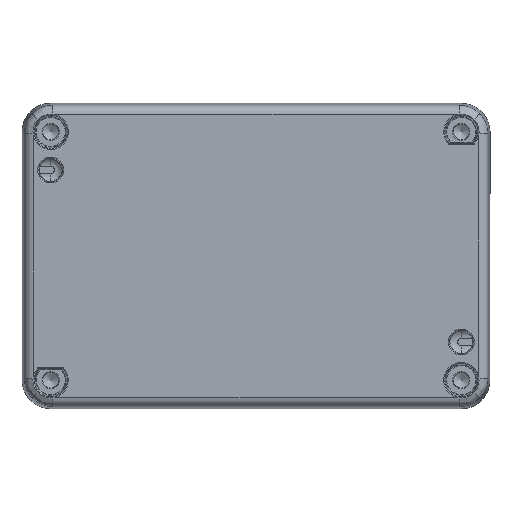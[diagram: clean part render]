
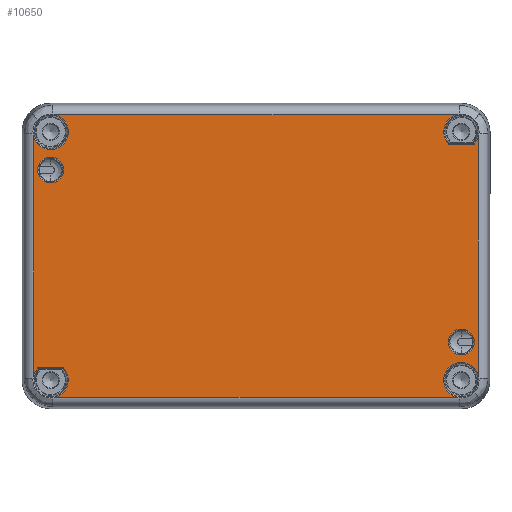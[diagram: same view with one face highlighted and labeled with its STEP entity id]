
A CAD part, front view. The second image highlights one B-rep face of the part: STEP entity #10650.
In plain terms, the highlighted planar face has unit normal (0, -1, 0).
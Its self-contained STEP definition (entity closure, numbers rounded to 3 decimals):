
#296=ELLIPSE('',#11884,0.373,0.344);
#297=ELLIPSE('',#11885,0.373,0.344);
#298=ELLIPSE('',#11889,0.373,0.344);
#299=ELLIPSE('',#11890,0.373,0.344);
#425=PLANE('',#11882);
#1255=LINE('',#22659,#1725);
#1256=LINE('',#22661,#1726);
#1257=LINE('',#22667,#1727);
#1258=LINE('',#22673,#1728);
#1259=LINE('',#22677,#1729);
#1260=LINE('',#22683,#1730);
#1725=VECTOR('',#14585,1000.);
#1726=VECTOR('',#14586,1000.);
#1727=VECTOR('',#14591,1000.);
#1728=VECTOR('',#14596,1000.);
#1729=VECTOR('',#14599,1000.);
#1730=VECTOR('',#14604,1000.);
#2024=FACE_BOUND('',#3390,.T.);
#2025=FACE_BOUND('',#3391,.T.);
#2536=FACE_OUTER_BOUND('',#3389,.T.);
#3389=EDGE_LOOP('',(#8946,#8947,#8948,#8949,#8950,#8951,#8952,#8953,#8954,
#8955,#8956,#8957,#8958,#8959,#8960,#8961));
#3390=EDGE_LOOP('',(#8962));
#3391=EDGE_LOOP('',(#8963));
#3994=CIRCLE('',#11569,2.699);
#4014=CIRCLE('',#11600,2.699);
#4023=CIRCLE('',#11614,3.691);
#4169=CIRCLE('',#11883,3.696);
#4170=CIRCLE('',#11886,3.696);
#4171=CIRCLE('',#11887,3.691);
#4172=CIRCLE('',#11888,3.696);
#4173=CIRCLE('',#11891,3.696);
#4815=VERTEX_POINT('',#18651);
#4835=VERTEX_POINT('',#18702);
#4844=VERTEX_POINT('',#18724);
#4845=VERTEX_POINT('',#18726);
#5189=VERTEX_POINT('',#22658);
#5190=VERTEX_POINT('',#22660);
#5191=VERTEX_POINT('',#22662);
#5192=VERTEX_POINT('',#22664);
#5193=VERTEX_POINT('',#22666);
#5194=VERTEX_POINT('',#22668);
#5195=VERTEX_POINT('',#22670);
#5196=VERTEX_POINT('',#22672);
#5197=VERTEX_POINT('',#22674);
#5198=VERTEX_POINT('',#22676);
#5199=VERTEX_POINT('',#22678);
#5200=VERTEX_POINT('',#22680);
#5201=VERTEX_POINT('',#22682);
#5202=VERTEX_POINT('',#22684);
#6008=EDGE_CURVE('',#4815,#4815,#3994,.T.);
#6028=EDGE_CURVE('',#4835,#4835,#4014,.T.);
#6037=EDGE_CURVE('',#4845,#4844,#4023,.T.);
#6507=EDGE_CURVE('',#5189,#4845,#1255,.T.);
#6508=EDGE_CURVE('',#4844,#5190,#1256,.T.);
#6509=EDGE_CURVE('',#5190,#5191,#4169,.T.);
#6510=EDGE_CURVE('',#5192,#5191,#296,.T.);
#6511=EDGE_CURVE('',#5192,#5193,#1257,.T.);
#6512=EDGE_CURVE('',#5194,#5193,#297,.T.);
#6513=EDGE_CURVE('',#5194,#5195,#4170,.T.);
#6514=EDGE_CURVE('',#5195,#5196,#1258,.T.);
#6515=EDGE_CURVE('',#5196,#5197,#4171,.T.);
#6516=EDGE_CURVE('',#5197,#5198,#1259,.T.);
#6517=EDGE_CURVE('',#5198,#5199,#4172,.T.);
#6518=EDGE_CURVE('',#5200,#5199,#298,.T.);
#6519=EDGE_CURVE('',#5200,#5201,#1260,.T.);
#6520=EDGE_CURVE('',#5202,#5201,#299,.T.);
#6521=EDGE_CURVE('',#5202,#5189,#4173,.T.);
#8946=ORIENTED_EDGE('',*,*,#6507,.T.);
#8947=ORIENTED_EDGE('',*,*,#6037,.T.);
#8948=ORIENTED_EDGE('',*,*,#6508,.T.);
#8949=ORIENTED_EDGE('',*,*,#6509,.T.);
#8950=ORIENTED_EDGE('',*,*,#6510,.F.);
#8951=ORIENTED_EDGE('',*,*,#6511,.T.);
#8952=ORIENTED_EDGE('',*,*,#6512,.F.);
#8953=ORIENTED_EDGE('',*,*,#6513,.T.);
#8954=ORIENTED_EDGE('',*,*,#6514,.T.);
#8955=ORIENTED_EDGE('',*,*,#6515,.T.);
#8956=ORIENTED_EDGE('',*,*,#6516,.T.);
#8957=ORIENTED_EDGE('',*,*,#6517,.T.);
#8958=ORIENTED_EDGE('',*,*,#6518,.F.);
#8959=ORIENTED_EDGE('',*,*,#6519,.T.);
#8960=ORIENTED_EDGE('',*,*,#6520,.F.);
#8961=ORIENTED_EDGE('',*,*,#6521,.T.);
#8962=ORIENTED_EDGE('',*,*,#6028,.T.);
#8963=ORIENTED_EDGE('',*,*,#6008,.T.);
#10650=ADVANCED_FACE('',(#2536,#2024,#2025),#425,.F.);
#11569=AXIS2_PLACEMENT_3D('',#18652,#13805,#13806);
#11600=AXIS2_PLACEMENT_3D('',#18703,#13867,#13868);
#11614=AXIS2_PLACEMENT_3D('',#18727,#13895,#13896);
#11882=AXIS2_PLACEMENT_3D('',#22657,#14583,#14584);
#11883=AXIS2_PLACEMENT_3D('',#22663,#14587,#14588);
#11884=AXIS2_PLACEMENT_3D('',#22665,#14589,#14590);
#11885=AXIS2_PLACEMENT_3D('',#22669,#14592,#14593);
#11886=AXIS2_PLACEMENT_3D('',#22671,#14594,#14595);
#11887=AXIS2_PLACEMENT_3D('',#22675,#14597,#14598);
#11888=AXIS2_PLACEMENT_3D('',#22679,#14600,#14601);
#11889=AXIS2_PLACEMENT_3D('',#22681,#14602,#14603);
#11890=AXIS2_PLACEMENT_3D('',#22685,#14605,#14606);
#11891=AXIS2_PLACEMENT_3D('',#22686,#14607,#14608);
#13805=DIRECTION('center_axis',(0.,1.,0.));
#13806=DIRECTION('ref_axis',(0.,0.,1.));
#13867=DIRECTION('center_axis',(0.,1.,0.));
#13868=DIRECTION('ref_axis',(0.,0.,1.));
#13895=DIRECTION('center_axis',(0.,1.,0.));
#13896=DIRECTION('ref_axis',(0.,0.,1.));
#14583=DIRECTION('center_axis',(0.,1.,0.));
#14584=DIRECTION('ref_axis',(0.,0.,1.));
#14585=DIRECTION('',(1.,0.,0.));
#14586=DIRECTION('',(0.,0.,1.));
#14587=DIRECTION('center_axis',(0.,1.,0.));
#14588=DIRECTION('ref_axis',(0.,0.,1.));
#14589=DIRECTION('center_axis',(0.,-1.,0.));
#14590=DIRECTION('ref_axis',(0.921,0.,0.39));
#14591=DIRECTION('',(-1.,0.,0.));
#14592=DIRECTION('center_axis',(0.,-1.,0.));
#14593=DIRECTION('ref_axis',(0.921,0.,-0.389));
#14594=DIRECTION('center_axis',(0.,1.,0.));
#14595=DIRECTION('ref_axis',(0.,0.,1.));
#14596=DIRECTION('',(-1.,0.,0.));
#14597=DIRECTION('center_axis',(0.,1.,0.));
#14598=DIRECTION('ref_axis',(0.,0.,1.));
#14599=DIRECTION('',(0.,0.,-1.));
#14600=DIRECTION('center_axis',(0.,1.,0.));
#14601=DIRECTION('ref_axis',(0.,0.,1.));
#14602=DIRECTION('center_axis',(0.,-1.,0.));
#14603=DIRECTION('ref_axis',(0.921,0.,0.39));
#14604=DIRECTION('',(1.,0.,0.));
#14605=DIRECTION('center_axis',(0.,-1.,0.));
#14606=DIRECTION('ref_axis',(0.921,0.,-0.389));
#14607=DIRECTION('center_axis',(0.,1.,0.));
#14608=DIRECTION('ref_axis',(0.,0.,1.));
#18651=CARTESIAN_POINT('',(43.,-26.5,-15.301));
#18652=CARTESIAN_POINT('Origin',(43.,-26.5,-18.));
#18702=CARTESIAN_POINT('',(-43.,-26.5,20.699));
#18703=CARTESIAN_POINT('Origin',(-43.,-26.5,18.));
#18724=CARTESIAN_POINT('',(46.551,-26.5,-24.991));
#18726=CARTESIAN_POINT('',(41.991,-26.5,-29.551));
#18727=CARTESIAN_POINT('Origin',(43.,-26.5,-26.));
#22657=CARTESIAN_POINT('Origin',(-49.,-26.5,32.));
#22658=CARTESIAN_POINT('',(-41.974,-26.5,-29.551));
#22659=CARTESIAN_POINT('',(42.515,-26.5,-29.551));
#22660=CARTESIAN_POINT('',(46.551,-26.5,24.974));
#22661=CARTESIAN_POINT('',(46.551,-26.5,25.515));
#22662=CARTESIAN_POINT('',(45.652,-26.5,23.425));
#22663=CARTESIAN_POINT('Origin',(43.,-26.5,26.));
#22664=CARTESIAN_POINT('',(45.365,-26.5,23.304));
#22665=CARTESIAN_POINT('Origin',(45.387,-26.5,23.652));
#22666=CARTESIAN_POINT('',(40.635,-26.5,23.304));
#22667=CARTESIAN_POINT('',(-49.,-26.5,23.304));
#22668=CARTESIAN_POINT('',(40.348,-26.5,23.425));
#22669=CARTESIAN_POINT('Origin',(40.613,-26.5,23.652));
#22670=CARTESIAN_POINT('',(41.974,-26.5,29.551));
#22671=CARTESIAN_POINT('Origin',(43.,-26.5,26.));
#22672=CARTESIAN_POINT('',(-41.991,-26.5,29.551));
#22673=CARTESIAN_POINT('',(-42.515,-26.5,29.551));
#22674=CARTESIAN_POINT('',(-46.551,-26.5,24.991));
#22675=CARTESIAN_POINT('Origin',(-43.,-26.5,26.));
#22676=CARTESIAN_POINT('',(-46.551,-26.5,-24.974));
#22677=CARTESIAN_POINT('',(-46.551,-26.5,-25.515));
#22678=CARTESIAN_POINT('',(-45.652,-26.5,-23.425));
#22679=CARTESIAN_POINT('Origin',(-43.,-26.5,-26.));
#22680=CARTESIAN_POINT('',(-45.365,-26.5,-23.304));
#22681=CARTESIAN_POINT('Origin',(-45.387,-26.5,-23.652));
#22682=CARTESIAN_POINT('',(-40.635,-26.5,-23.304));
#22683=CARTESIAN_POINT('',(-49.,-26.5,-23.304));
#22684=CARTESIAN_POINT('',(-40.348,-26.5,-23.425));
#22685=CARTESIAN_POINT('Origin',(-40.613,-26.5,-23.652));
#22686=CARTESIAN_POINT('Origin',(-43.,-26.5,-26.));
